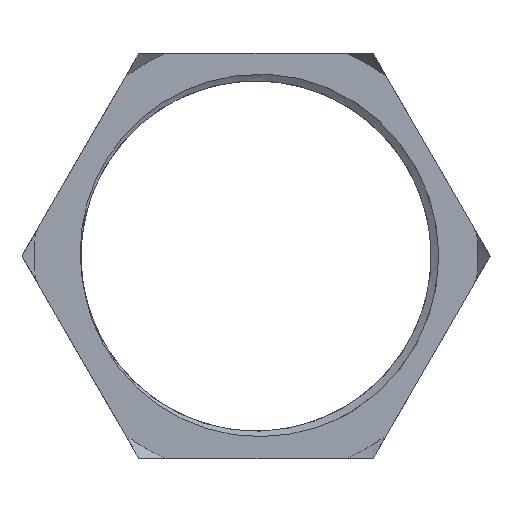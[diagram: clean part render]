
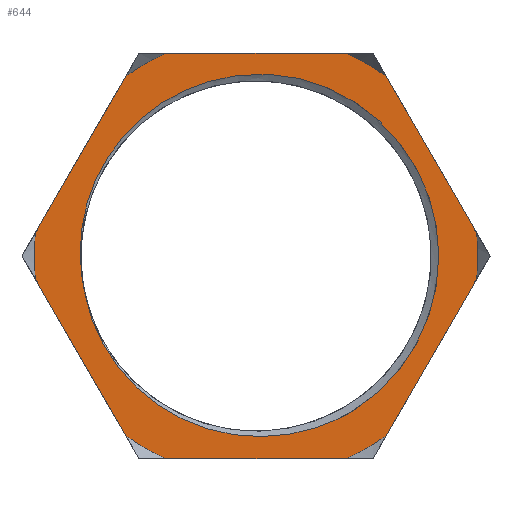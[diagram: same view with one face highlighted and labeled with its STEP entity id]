
A CAD part, left-side view. The second image highlights one B-rep face of the part: STEP entity #644.
In plain terms, the highlighted planar face has unit normal (-1, 0, 0).
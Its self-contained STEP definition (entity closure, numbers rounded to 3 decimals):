
#18=FACE_BOUND('',#188,.T.);
#21=B_SPLINE_CURVE_WITH_KNOTS('',3,(#1309,#1310,#1311,#1312,#1313,#1314,
#1315,#1316,#1317,#1318,#1319,#1320,#1321),.UNSPECIFIED.,.F.,.F.,(4,3,3,
3,4),(-3.524,-2.653,-1.759,-0.875,
0.),.UNSPECIFIED.);
#25=B_SPLINE_CURVE_WITH_KNOTS('',3,(#1708,#1709,#1710,#1711,#1712,#1713,
#1714,#1715,#1716,#1717,#1718,#1719,#1720),.UNSPECIFIED.,.F.,.F.,(4,3,3,
3,4),(-3.527,-2.682,-1.797,-0.903,
0.),.UNSPECIFIED.);
#34=PLANE('',#714);
#42=LINE('',#920,#78);
#46=LINE('',#942,#82);
#55=LINE('',#993,#91);
#66=LINE('',#1052,#102);
#68=LINE('',#1062,#104);
#69=LINE('',#1071,#105);
#78=VECTOR('',#736,10.);
#82=VECTOR('',#750,10.);
#91=VECTOR('',#777,10.);
#102=VECTOR('',#824,10.);
#104=VECTOR('',#828,10.);
#105=VECTOR('',#831,10.);
#150=FACE_OUTER_BOUND('',#187,.T.);
#187=EDGE_LOOP('',(#575,#576,#577,#578,#579,#580,#581,#582,#583,#584,#585,
#586));
#188=EDGE_LOOP('',(#587,#588,#589,#590));
#191=CIRCLE('',#657,22.45);
#202=CIRCLE('',#681,22.45);
#203=CIRCLE('',#683,22.45);
#204=CIRCLE('',#685,22.45);
#205=CIRCLE('',#687,22.45);
#206=CIRCLE('',#689,22.45);
#215=CIRCLE('',#711,17.73);
#216=CIRCLE('',#713,18.49);
#245=VERTEX_POINT('',#892);
#246=VERTEX_POINT('',#894);
#254=VERTEX_POINT('',#918);
#260=VERTEX_POINT('',#939);
#261=VERTEX_POINT('',#941);
#275=VERTEX_POINT('',#990);
#276=VERTEX_POINT('',#992);
#287=VERTEX_POINT('',#1032);
#288=VERTEX_POINT('',#1036);
#289=VERTEX_POINT('',#1040);
#290=VERTEX_POINT('',#1044);
#291=VERTEX_POINT('',#1048);
#299=VERTEX_POINT('',#1307);
#300=VERTEX_POINT('',#1308);
#301=VERTEX_POINT('',#1483);
#302=VERTEX_POINT('',#1707);
#308=EDGE_CURVE('',#245,#246,#191,.T.);
#318=EDGE_CURVE('',#254,#245,#42,.T.);
#326=EDGE_CURVE('',#260,#261,#46,.T.);
#345=EDGE_CURVE('',#275,#276,#55,.T.);
#361=EDGE_CURVE('',#287,#254,#202,.T.);
#362=EDGE_CURVE('',#276,#288,#203,.T.);
#365=EDGE_CURVE('',#289,#260,#204,.T.);
#367=EDGE_CURVE('',#290,#275,#205,.T.);
#368=EDGE_CURVE('',#261,#291,#206,.T.);
#370=EDGE_CURVE('',#246,#289,#66,.T.);
#374=EDGE_CURVE('',#291,#290,#68,.T.);
#377=EDGE_CURVE('',#288,#287,#69,.T.);
#391=EDGE_CURVE('',#299,#300,#21,.T.);
#394=EDGE_CURVE('',#300,#301,#215,.T.);
#396=EDGE_CURVE('',#301,#302,#25,.T.);
#398=EDGE_CURVE('',#299,#302,#216,.T.);
#575=ORIENTED_EDGE('',*,*,#318,.F.);
#576=ORIENTED_EDGE('',*,*,#361,.F.);
#577=ORIENTED_EDGE('',*,*,#377,.F.);
#578=ORIENTED_EDGE('',*,*,#362,.F.);
#579=ORIENTED_EDGE('',*,*,#345,.F.);
#580=ORIENTED_EDGE('',*,*,#367,.F.);
#581=ORIENTED_EDGE('',*,*,#374,.F.);
#582=ORIENTED_EDGE('',*,*,#368,.F.);
#583=ORIENTED_EDGE('',*,*,#326,.F.);
#584=ORIENTED_EDGE('',*,*,#365,.F.);
#585=ORIENTED_EDGE('',*,*,#370,.F.);
#586=ORIENTED_EDGE('',*,*,#308,.F.);
#587=ORIENTED_EDGE('',*,*,#398,.T.);
#588=ORIENTED_EDGE('',*,*,#396,.F.);
#589=ORIENTED_EDGE('',*,*,#394,.F.);
#590=ORIENTED_EDGE('',*,*,#391,.F.);
#644=ADVANCED_FACE('',(#150,#18),#34,.T.);
#657=AXIS2_PLACEMENT_3D('',#895,#726,#727);
#681=AXIS2_PLACEMENT_3D('',#1034,#800,#801);
#683=AXIS2_PLACEMENT_3D('',#1037,#804,#805);
#685=AXIS2_PLACEMENT_3D('',#1042,#810,#811);
#687=AXIS2_PLACEMENT_3D('',#1046,#815,#816);
#689=AXIS2_PLACEMENT_3D('',#1049,#819,#820);
#711=AXIS2_PLACEMENT_3D('',#1484,#869,#870);
#713=AXIS2_PLACEMENT_3D('',#1764,#873,#874);
#714=AXIS2_PLACEMENT_3D('',#1765,#875,#876);
#726=DIRECTION('center_axis',(1.,0.,0.));
#727=DIRECTION('ref_axis',(0.,0.,-1.));
#736=DIRECTION('',(0.,-0.5,0.866));
#750=DIRECTION('',(0.,-0.5,-0.866));
#777=DIRECTION('',(0.,1.,0.));
#800=DIRECTION('center_axis',(1.,0.,0.));
#801=DIRECTION('ref_axis',(0.,0.,-1.));
#804=DIRECTION('center_axis',(1.,0.,0.));
#805=DIRECTION('ref_axis',(0.,0.,-1.));
#810=DIRECTION('center_axis',(1.,0.,0.));
#811=DIRECTION('ref_axis',(0.,0.,-1.));
#815=DIRECTION('center_axis',(1.,0.,0.));
#816=DIRECTION('ref_axis',(0.,0.,-1.));
#819=DIRECTION('center_axis',(1.,0.,0.));
#820=DIRECTION('ref_axis',(0.,0.,-1.));
#824=DIRECTION('',(0.,-1.,0.));
#828=DIRECTION('',(0.,0.5,-0.866));
#831=DIRECTION('',(0.,0.5,0.866));
#869=DIRECTION('center_axis',(-1.,0.,0.));
#870=DIRECTION('ref_axis',(0.,0.,1.));
#873=DIRECTION('center_axis',(1.,0.,0.));
#874=DIRECTION('ref_axis',(0.,0.,-1.));
#875=DIRECTION('center_axis',(-1.,0.,0.));
#876=DIRECTION('ref_axis',(0.,0.,1.));
#892=CARTESIAN_POINT('',(-4.7,13.178,18.176));
#894=CARTESIAN_POINT('',(-4.7,9.152,20.5));
#895=CARTESIAN_POINT('Origin',(-4.7,0.,0.));
#918=CARTESIAN_POINT('',(-4.7,22.329,2.324));
#920=CARTESIAN_POINT('',(-4.7,14.795,15.375));
#939=CARTESIAN_POINT('',(-4.7,-13.178,18.176));
#941=CARTESIAN_POINT('',(-4.7,-22.329,2.324));
#942=CARTESIAN_POINT('',(-4.7,-20.712,5.125));
#990=CARTESIAN_POINT('',(-4.7,-9.152,-20.5));
#992=CARTESIAN_POINT('',(-4.7,9.152,-20.5));
#993=CARTESIAN_POINT('',(-4.7,5.918,-20.5));
#1032=CARTESIAN_POINT('',(-4.7,22.329,-2.324));
#1034=CARTESIAN_POINT('Origin',(-4.7,0.,0.));
#1036=CARTESIAN_POINT('',(-4.7,13.178,-18.176));
#1037=CARTESIAN_POINT('Origin',(-4.7,0.,0.));
#1040=CARTESIAN_POINT('',(-4.7,-9.152,20.5));
#1042=CARTESIAN_POINT('Origin',(-4.7,0.,0.));
#1044=CARTESIAN_POINT('',(-4.7,-13.178,-18.176));
#1046=CARTESIAN_POINT('Origin',(-4.7,0.,0.));
#1048=CARTESIAN_POINT('',(-4.7,-22.329,-2.324));
#1049=CARTESIAN_POINT('Origin',(-4.7,0.,0.));
#1052=CARTESIAN_POINT('',(-4.7,-5.918,20.5));
#1062=CARTESIAN_POINT('',(-4.7,-14.795,-15.375));
#1071=CARTESIAN_POINT('',(-4.7,20.712,-5.125));
#1307=CARTESIAN_POINT('',(-4.7,-4.422,17.953));
#1308=CARTESIAN_POINT('',(-4.7,17.586,-2.258));
#1309=CARTESIAN_POINT('Ctrl Pts',(-4.7,-4.423,17.955));
#1310=CARTESIAN_POINT('Ctrl Pts',(-4.7,-1.588,18.589));
#1311=CARTESIAN_POINT('Ctrl Pts',(-4.7,1.384,18.543));
#1312=CARTESIAN_POINT('Ctrl Pts',(-4.7,4.187,17.821));
#1313=CARTESIAN_POINT('Ctrl Pts',(-4.7,7.063,17.08));
#1314=CARTESIAN_POINT('Ctrl Pts',(-4.7,9.758,15.622));
#1315=CARTESIAN_POINT('Ctrl Pts',(-4.7,11.945,13.619));
#1316=CARTESIAN_POINT('Ctrl Pts',(-4.7,14.109,11.636));
#1317=CARTESIAN_POINT('Ctrl Pts',(-4.7,15.786,9.109));
#1318=CARTESIAN_POINT('Ctrl Pts',(-4.7,16.764,6.34));
#1319=CARTESIAN_POINT('Ctrl Pts',(-4.7,17.732,3.601));
#1320=CARTESIAN_POINT('Ctrl Pts',(-4.7,18.021,0.626));
#1321=CARTESIAN_POINT('Ctrl Pts',(-4.7,17.586,-2.258));
#1483=CARTESIAN_POINT('',(-4.7,17.352,-3.642));
#1484=CARTESIAN_POINT('Origin',(-4.7,0.,0.));
#1707=CARTESIAN_POINT('',(-4.7,-10.072,-15.506));
#1708=CARTESIAN_POINT('Ctrl Pts',(-4.7,17.353,-3.642));
#1709=CARTESIAN_POINT('Ctrl Pts',(-4.7,16.836,-6.407));
#1710=CARTESIAN_POINT('Ctrl Pts',(-4.7,15.654,-9.033));
#1711=CARTESIAN_POINT('Ctrl Pts',(-4.7,13.941,-11.254));
#1712=CARTESIAN_POINT('Ctrl Pts',(-4.7,12.147,-13.579));
#1713=CARTESIAN_POINT('Ctrl Pts',(-4.7,9.766,-15.454));
#1714=CARTESIAN_POINT('Ctrl Pts',(-4.7,7.092,-16.662));
#1715=CARTESIAN_POINT('Ctrl Pts',(-4.7,4.39,-17.881));
#1716=CARTESIAN_POINT('Ctrl Pts',(-4.7,1.375,-18.425));
#1717=CARTESIAN_POINT('Ctrl Pts',(-4.7,-1.587,-18.231));
#1718=CARTESIAN_POINT('Ctrl Pts',(-4.7,-4.577,-18.035));
#1719=CARTESIAN_POINT('Ctrl Pts',(-4.7,-7.514,-17.092));
#1720=CARTESIAN_POINT('Ctrl Pts',(-4.7,-10.072,-15.506));
#1764=CARTESIAN_POINT('Origin',(-4.7,0.,0.));
#1765=CARTESIAN_POINT('Origin',(-4.7,23.671,0.));
